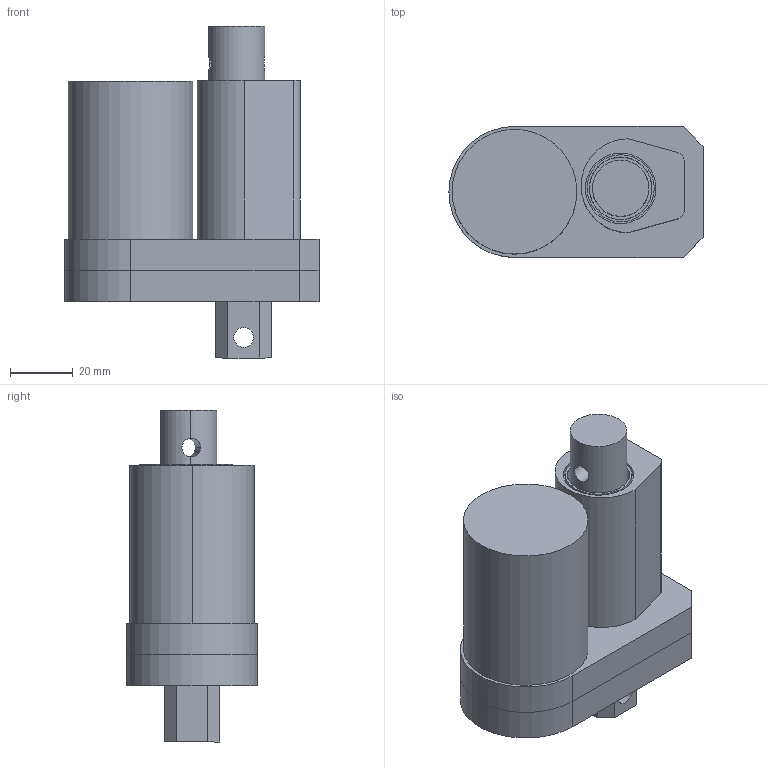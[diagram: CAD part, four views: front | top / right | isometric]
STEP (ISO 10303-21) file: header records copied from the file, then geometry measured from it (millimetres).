
FILE_DESCRIPTION (( 'STEP AP203' ), '1' );
FILE_NAME ('final linear.STEP', '2022-02-24T13:02:31', ( '' ), ( '' ), 'SwSTEP 2.0', 'SolidWorks 2018', '' );
FILE_SCHEMA (( 'CONFIG_CONTROL_DESIGN' ));
Length unit declared in the file: inch
Products named in the file (4): final linear; sa1; part 1; Part2
Assembly tree (3 placements, depth 2):
  final linear
    Part2
    sa1
    part 1
Bounding box: 81.28 x 41.91 x 106.2 mm (x, y, z)
Volume: 200254.7 mm3; surface area: 40424.9 mm2
Topology: 4 solids, 4 shells, 54 faces, 130 edges, 86 vertices
Faces by surface type: plane 33, cylinder 19, cone 2
Entity records: 2122 total; most frequent: CARTESIAN_POINT 408, DIRECTION 278, ORIENTED_EDGE 260, EDGE_CURVE 130, AXIS2_PLACEMENT_3D 96, VERTEX_POINT 86, VECTOR 86, LINE 86
